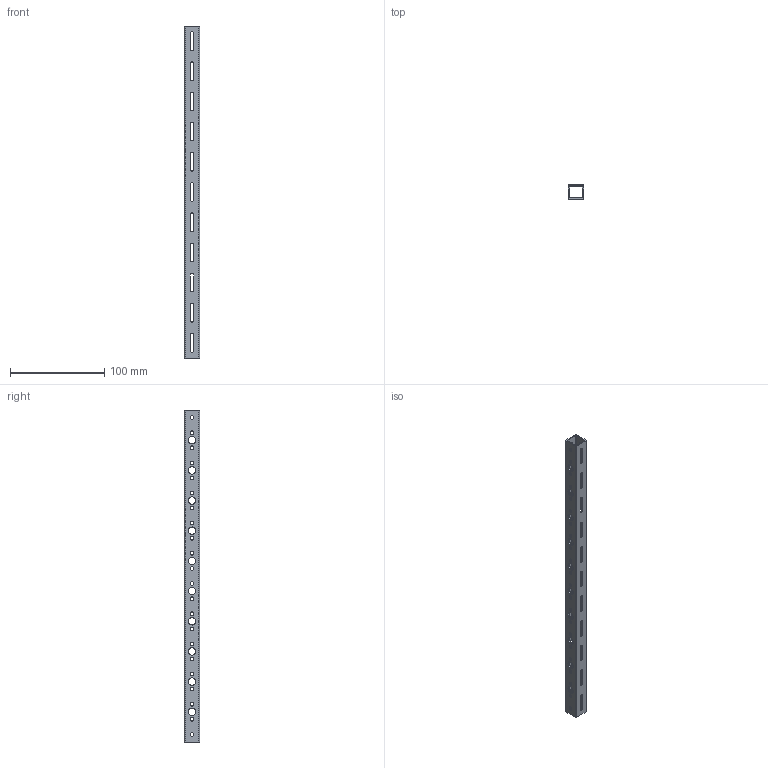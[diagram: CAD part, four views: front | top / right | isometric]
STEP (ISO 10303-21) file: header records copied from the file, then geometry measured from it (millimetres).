
FILE_DESCRIPTION (( 'STEP AP203' ), '1' );
FILE_NAME ('am-3594-352 16mm S3 Tubing 352mm.STEP', '2022-08-11T21:10:24', ( '' ), ( '' ), 'SwSTEP 2.0', 'SolidWorks 2022', '' );
FILE_SCHEMA (( 'CONFIG_CONTROL_DESIGN' ));
Length unit declared in the file: inch
Products named in the file (1): am-3594-352 16mm S3 Tubing 352mm
Bounding box: 16 x 16 x 352 mm (x, y, z)
Volume: 27193 mm3; surface area: 37202.7 mm2
Topology: 1 solids, 1 shells, 256 faces, 762 edges, 508 vertices
Faces by surface type: cylinder 202, plane 54
Entity records: 9237 total; most frequent: DIRECTION 1680, CARTESIAN_POINT 1527, ORIENTED_EDGE 1524, EDGE_CURVE 762, AXIS2_PLACEMENT_3D 661, VERTEX_POINT 508, EDGE_LOOP 430, CIRCLE 404
